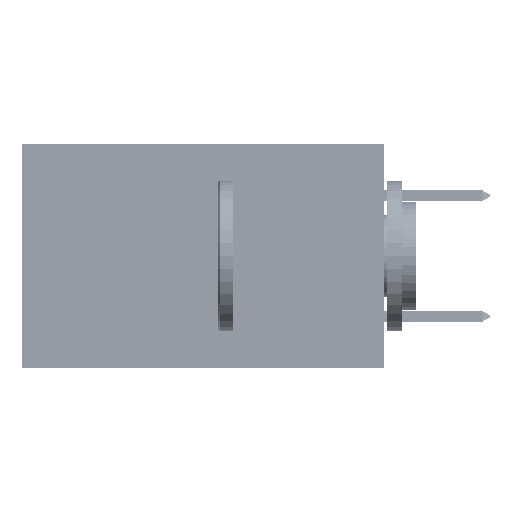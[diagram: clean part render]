
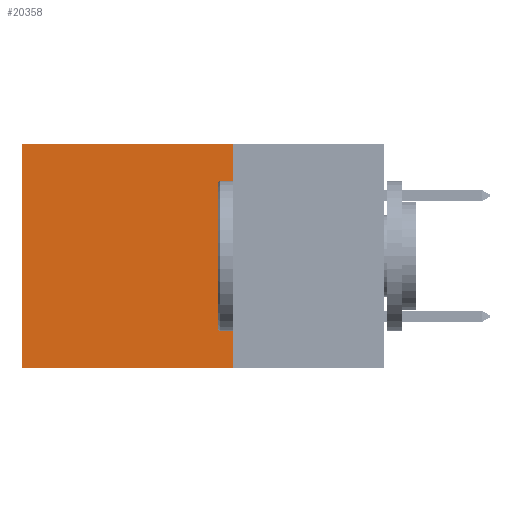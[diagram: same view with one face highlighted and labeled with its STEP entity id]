
A CAD part, left-side view. The second image highlights one B-rep face of the part: STEP entity #20358.
In plain terms, the highlighted planar face has unit normal (-1, 0, 0).
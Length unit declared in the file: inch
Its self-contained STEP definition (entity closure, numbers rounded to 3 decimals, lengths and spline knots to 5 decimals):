
#975 = EDGE_CURVE ( 'NONE', #20271, #38376, #3046, .T. ) ;
#1097 = CARTESIAN_POINT ( 'NONE',  ( 0.2875, 0.6, 0. ) ) ;
#1379 = CARTESIAN_POINT ( 'NONE',  ( 0.2875, 0.25, 0. ) ) ;
#1521 = AXIS2_PLACEMENT_3D ( 'NONE', #17909, #46282, #22037 ) ;
#3046 = LINE ( 'NONE', #35607, #13957 ) ;
#5208 = FACE_OUTER_BOUND ( 'NONE', #8992, .T. ) ;
#7027 = DIRECTION ( 'NONE',  ( 0., 0., -1. ) ) ;
#8992 = EDGE_LOOP ( 'NONE', ( #43914, #14411, #9298, #10343 ) ) ;
#9298 = ORIENTED_EDGE ( 'NONE', *, *, #39348, .F. ) ;
#9893 = EDGE_CURVE ( 'NONE', #29807, #20271, #50281, .T. ) ;
#10343 = ORIENTED_EDGE ( 'NONE', *, *, #9893, .T. ) ;
#13794 = DIRECTION ( 'NONE',  ( 0., 0., -1. ) ) ;
#13957 = VECTOR ( 'NONE', #7027, 39.37008 ) ;
#14411 = ORIENTED_EDGE ( 'NONE', *, *, #40524, .F. ) ;
#17909 = CARTESIAN_POINT ( 'NONE',  ( 0.2875, 0.25, 0. ) ) ;
#17911 = CARTESIAN_POINT ( 'NONE',  ( 0.2875, 0.25, 0. ) ) ;
#19793 = CARTESIAN_POINT ( 'NONE',  ( 0.2875, 0.6, -0.37 ) ) ;
#20271 = VERTEX_POINT ( 'NONE', #1097 ) ;
#20358 = ADVANCED_FACE ( 'NONE', ( #5208 ), #25944, .F. ) ;
#22037 = DIRECTION ( 'NONE',  ( 0., 0., -1. ) ) ;
#25486 = CARTESIAN_POINT ( 'NONE',  ( 0.2875, 0.25, -0.37 ) ) ;
#25944 = PLANE ( 'NONE',  #1521 ) ;
#26230 = VERTEX_POINT ( 'NONE', #29975 ) ;
#27535 = DIRECTION ( 'NONE',  ( 0., 1., 0. ) ) ;
#29807 = VERTEX_POINT ( 'NONE', #1379 ) ;
#29975 = CARTESIAN_POINT ( 'NONE',  ( 0.2875, 0.25, -0.37 ) ) ;
#34006 = VECTOR ( 'NONE', #45653, 39.37008 ) ;
#34759 = VECTOR ( 'NONE', #13794, 39.37008 ) ;
#35547 = CARTESIAN_POINT ( 'NONE',  ( 0.2875, 0.25, 0. ) ) ;
#35607 = CARTESIAN_POINT ( 'NONE',  ( 0.2875, 0.6, 0. ) ) ;
#37284 = LINE ( 'NONE', #17911, #34759 ) ;
#38376 = VERTEX_POINT ( 'NONE', #19793 ) ;
#39348 = EDGE_CURVE ( 'NONE', #29807, #26230, #37284, .T. ) ;
#40524 = EDGE_CURVE ( 'NONE', #26230, #38376, #48494, .T. ) ;
#43914 = ORIENTED_EDGE ( 'NONE', *, *, #975, .T. ) ;
#45653 = DIRECTION ( 'NONE',  ( 0., 1., 0. ) ) ;
#46282 = DIRECTION ( 'NONE',  ( 1., 0., 0. ) ) ;
#48494 = LINE ( 'NONE', #25486, #34006 ) ;
#48997 = VECTOR ( 'NONE', #27535, 39.37008 ) ;
#50281 = LINE ( 'NONE', #35547, #48997 ) ;
